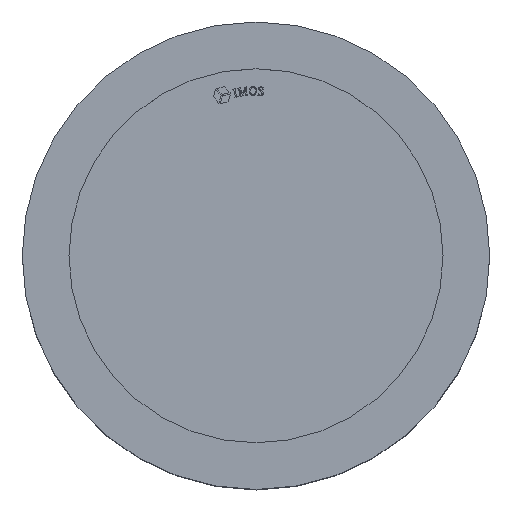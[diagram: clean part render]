
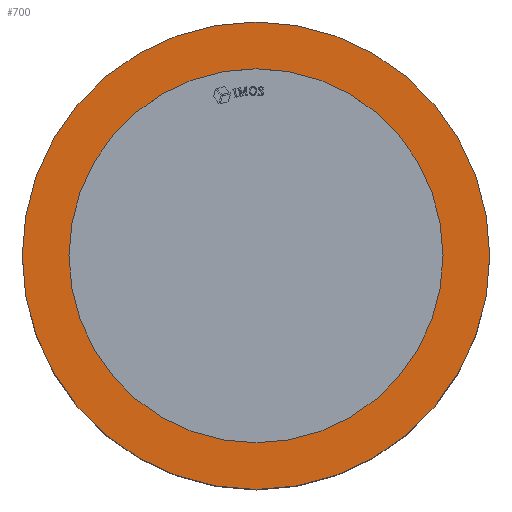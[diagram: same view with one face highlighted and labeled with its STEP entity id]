
A CAD part, top view. The second image highlights one B-rep face of the part: STEP entity #700.
In plain terms, the highlighted planar face has unit normal (0, 0, 1).
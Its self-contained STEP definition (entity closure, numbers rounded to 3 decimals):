
#302 = ORIENTED_EDGE ( 'NONE', *, *, #16900, .F. ) ;
#700 = ADVANCED_FACE ( 'NONE', ( #12476, #13383 ), #18258, .T. ) ;
#2516 = DIRECTION ( 'NONE',  ( 0., 0., 1. ) ) ;
#2766 = CARTESIAN_POINT ( 'NONE',  ( 0., 0., 5.25 ) ) ;
#3191 = VERTEX_POINT ( 'NONE', #15980 ) ;
#4079 = DIRECTION ( 'NONE',  ( 1., 0., 0. ) ) ;
#4590 = EDGE_LOOP ( 'NONE', ( #4782 ) ) ;
#4782 = ORIENTED_EDGE ( 'NONE', *, *, #14437, .T. ) ;
#5514 = DIRECTION ( 'NONE',  ( 0., 0., 1. ) ) ;
#6328 = VERTEX_POINT ( 'NONE', #17597 ) ;
#6344 = CIRCLE ( 'NONE', #9547, 4. ) ;
#6764 = CARTESIAN_POINT ( 'NONE',  ( 0., 0., 5.25 ) ) ;
#7777 = AXIS2_PLACEMENT_3D ( 'NONE', #8446, #5514, #11161 ) ;
#8446 = CARTESIAN_POINT ( 'NONE',  ( 0., 0., 5.25 ) ) ;
#9547 = AXIS2_PLACEMENT_3D ( 'NONE', #6764, #2516, #15293 ) ;
#10636 = EDGE_LOOP ( 'NONE', ( #302 ) ) ;
#11161 = DIRECTION ( 'NONE',  ( 1., 0., 0. ) ) ;
#12476 = FACE_BOUND ( 'NONE', #10636, .T. ) ;
#13383 = FACE_OUTER_BOUND ( 'NONE', #4590, .T. ) ;
#14437 = EDGE_CURVE ( 'NONE', #3191, #3191, #18402, .T. ) ;
#15293 = DIRECTION ( 'NONE',  ( 1., 0., 0. ) ) ;
#15980 = CARTESIAN_POINT ( 'NONE',  ( 5., 0., 5.25 ) ) ;
#16900 = EDGE_CURVE ( 'NONE', #6328, #6328, #6344, .T. ) ;
#17023 = DIRECTION ( 'NONE',  ( 0., 0., 1. ) ) ;
#17295 = AXIS2_PLACEMENT_3D ( 'NONE', #2766, #17023, #4079 ) ;
#17597 = CARTESIAN_POINT ( 'NONE',  ( 4., 0., 5.25 ) ) ;
#18258 = PLANE ( 'NONE',  #7777 ) ;
#18402 = CIRCLE ( 'NONE', #17295, 5. ) ;
